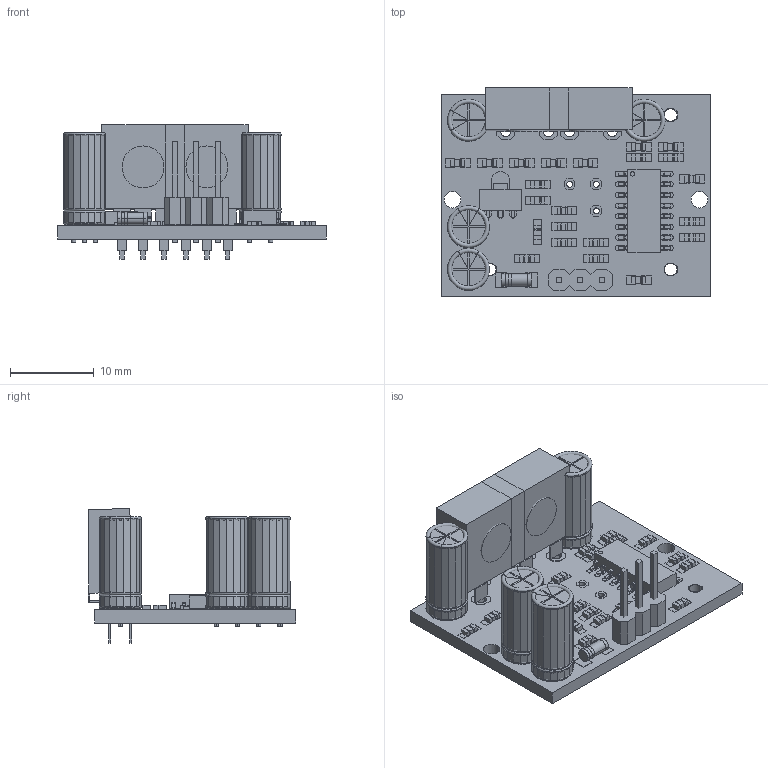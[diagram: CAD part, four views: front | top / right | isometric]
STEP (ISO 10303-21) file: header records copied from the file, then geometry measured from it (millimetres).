
FILE_DESCRIPTION (( 'STEP AP214' ), '1' );
FILE_NAME ('Bewegungsmelder', '', ( '' ), ( '' ), 'STEP 3.0', 'TARGET 3001!', '' );
FILE_SCHEMA (( 'AUTOMOTIVE_DESIGN' ));
Length unit declared in the file: millimetre
Products named in the file (34): Bewegungsmelder_Board; Bewegungsmelder_PadsAndTracks; Bewegungsmelder_K1; Bewegungsmelder_GEH1; Bewegungsmelder_GEH2; Bewegungsmelder_GEH3; Bewegungsmelder_GEH4; Bewegungsmelder_GEH5; Bewegungsmelder_T2; Bewegungsmelder_R1; Bewegungsmelder_R2; Bewegungsmelder_D1; Bewegungsmelder_GEH6; Bewegungsmelder_GEH7; Bewegungsmelder_GEH8; Bewegungsmelder_GEH9; Bewegungsmelder_GEH10; Bewegungsmelder_GEH11; Bewegungsmelder_GEH12; Bewegungsmelder_GEH13; Bewegungsmelder_GEH14; Bewegungsmelder_GEH15; Bewegungsmelder_GEH16; Bewegungsmelder_GEH17; Bewegungsmelder_GEH18; Bewegungsmelder_GEH19; Bewegungsmelder_GEH20; Bewegungsmelder_GEH21; Bewegungsmelder_GEH22; Bewegungsmelder_GEH23; Bewegungsmelder_GEH24; Bewegungsmelder_GEH25; Bewegungsmelder_GEH26; Bewegungsmelder_GEH27
Bounding box: 32 x 24.8 x 16.02 mm (x, y, z)
Volume: 3426.9 mm3; surface area: 6135.8 mm2
Topology: 404 solids, 404 shells, 3122 faces, 7038 edges, 4660 vertices
Faces by surface type: plane 2832, cylinder 258, torus 32
Entity records: 70548 total; most frequent: ORIENTED_EDGE 13820, DIRECTION 9342, EDGE_CURVE 6910, LINE 6330, VECTOR 6201, CARTESIAN_POINT 4982, VERTEX_POINT 4628, EDGE_LOOP 3302
